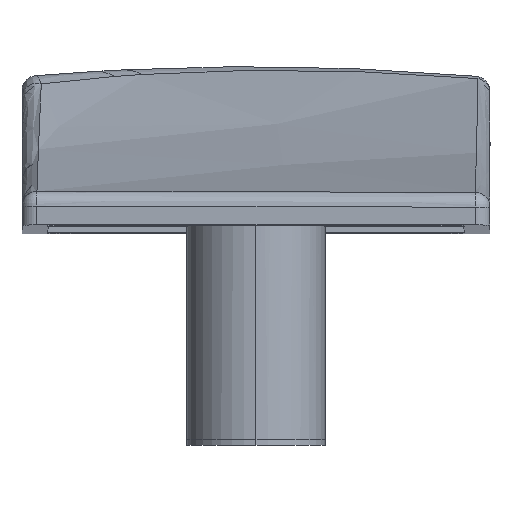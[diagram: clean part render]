
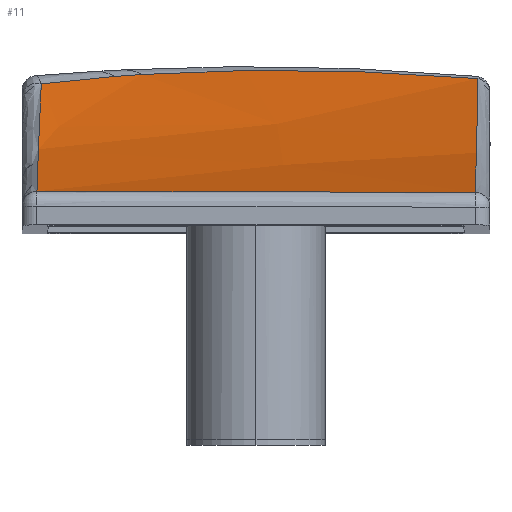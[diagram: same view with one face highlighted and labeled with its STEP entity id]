
A CAD part, top view. The second image highlights one B-rep face of the part: STEP entity #11.
In plain terms, the highlighted free-form (B-spline) face has degree [3, 3] with [4, 6] control points.
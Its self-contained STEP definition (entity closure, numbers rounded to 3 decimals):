
#11 = ADVANCED_FACE ( 'NONE', ( #2406 ), #3075, .F. ) ;
#21 = CARTESIAN_POINT ( 'NONE',  ( -10.145, 5.51, 103.734 ) ) ;
#45 = CARTESIAN_POINT ( 'NONE',  ( -10.191, 4.478, 107.002 ) ) ;
#95 = CARTESIAN_POINT ( 'NONE',  ( -6.66, 7.025, 96.67 ) ) ;
#159 = B_SPLINE_CURVE_WITH_KNOTS ( 'NONE', 3,
 ( #897, #2023, #21, #45, #591, #315, #1467, #578 ),
 .UNSPECIFIED., .F., .F.,
 ( 4, 2, 2, 4 ),
 ( 0., 0.005, 0.01, 0.021 ),
 .UNSPECIFIED. ) ;
#184 = CARTESIAN_POINT ( 'NONE',  ( 4.773, 7.279, 87.419 ) ) ;
#195 = CARTESIAN_POINT ( 'NONE',  ( 0.001, 1.561, 120.369 ) ) ;
#224 = CARTESIAN_POINT ( 'NONE',  ( 11., 2.159, 108.405 ) ) ;
#232 = CARTESIAN_POINT ( 'NONE',  ( -6.162, 1.5, 121. ) ) ;
#315 = CARTESIAN_POINT ( 'NONE',  ( -10.264, 2.723, 113.631 ) ) ;
#420 = VERTEX_POINT ( 'NONE', #3668 ) ;
#485 = CARTESIAN_POINT ( 'NONE',  ( -10.436, 4.32, 106.658 ) ) ;
#498 = CARTESIAN_POINT ( 'NONE',  ( -6.978, 7.344, 95.86 ) ) ;
#525 = CARTESIAN_POINT ( 'NONE',  ( 7.553, 4.257, 97.01 ) ) ;
#537 = CARTESIAN_POINT ( 'NONE',  ( 0.385, 4.566, 99.832 ) ) ;
#542 = CARTESIAN_POINT ( 'NONE',  ( 10.433, 6.949, 84.327 ) ) ;
#577 = B_SPLINE_CURVE_WITH_KNOTS ( 'NONE', 3,
 ( #740, #724, #3031, #195, #3329, #1573, #3601 ),
 .UNSPECIFIED., .F., .F.,
 ( 4, 3, 4 ),
 ( 0., 0.01, 0.021 ),
 .UNSPECIFIED. ) ;
#578 = CARTESIAN_POINT ( 'NONE',  ( -10.298, 1.582, 120.396 ) ) ;
#591 = CARTESIAN_POINT ( 'NONE',  ( -10.212, 4.004, 108.651 ) ) ;
#724 = CARTESIAN_POINT ( 'NONE',  ( -6.865, 1.574, 120.385 ) ) ;
#740 = CARTESIAN_POINT ( 'NONE',  ( -10.298, 1.582, 120.396 ) ) ;
#758 = VERTEX_POINT ( 'NONE', #542 ) ;
#777 = CARTESIAN_POINT ( 'NONE',  ( -6.434, 2.5, 112.427 ) ) ;
#790 = CARTESIAN_POINT ( 'NONE',  ( 7.398, 7.322, 85.328 ) ) ;
#821 = CARTESIAN_POINT ( 'NONE',  ( 1.171, 1.5, 121. ) ) ;
#855 = ORIENTED_EDGE ( 'NONE', *, *, #2460, .T. ) ;
#897 = CARTESIAN_POINT ( 'NONE',  ( -10.093, 6.669, 100.507 ) ) ;
#914 = EDGE_CURVE ( 'NONE', #1441, #758, #2363, .T. ) ;
#955 = CARTESIAN_POINT ( 'NONE',  ( -10.298, 1.582, 120.396 ) ) ;
#1024 = CARTESIAN_POINT ( 'NONE',  ( 8.981, 7.067, 85.029 ) ) ;
#1029 = CARTESIAN_POINT ( 'NONE',  ( 10.433, 6.949, 84.327 ) ) ;
#1071 = CARTESIAN_POINT ( 'NONE',  ( 11., 7., 83.65 ) ) ;
#1086 = CARTESIAN_POINT ( 'NONE',  ( 0.778, 2.505, 110.357 ) ) ;
#1090 = CARTESIAN_POINT ( 'NONE',  ( -4.212, 7.195, 94.257 ) ) ;
#1232 = CARTESIAN_POINT ( 'NONE',  ( -6.66, 7.025, 96.67 ) ) ;
#1309 = CARTESIAN_POINT ( 'NONE',  ( 7.556, 7.156, 85.789 ) ) ;
#1359 = CARTESIAN_POINT ( 'NONE',  ( -0.007, 7.65, 89.59 ) ) ;
#1376 = EDGE_LOOP ( 'NONE', ( #2958, #2172, #855, #3697, #3079, #3357 ) ) ;
#1441 = VERTEX_POINT ( 'NONE', #3086 ) ;
#1445 = CARTESIAN_POINT ( 'NONE',  ( -7.857, 6.928, 97.903 ) ) ;
#1467 = CARTESIAN_POINT ( 'NONE',  ( -10.287, 2.053, 116.998 ) ) ;
#1527 = CARTESIAN_POINT ( 'NONE',  ( -5.372, 7.119, 95.383 ) ) ;
#1558 = B_SPLINE_CURVE_WITH_KNOTS ( 'NONE', 3,
 ( #3047, #2059, #2648, #1232 ),
 .UNSPECIFIED., .F., .F.,
 ( 4, 4 ),
 ( 0., 0.002 ),
 .UNSPECIFIED. ) ;
#1573 = CARTESIAN_POINT ( 'NONE',  ( 6.868, 1.547, 120.352 ) ) ;
#1635 = CARTESIAN_POINT ( 'NONE',  ( 7.863, 1.5, 121. ) ) ;
#1645 = VERTEX_POINT ( 'NONE', #95 ) ;
#1657 = CARTESIAN_POINT ( 'NONE',  ( 7.708, 2.307, 108.955 ) ) ;
#1674 = CARTESIAN_POINT ( 'NONE',  ( -11., 1.5, 121. ) ) ;
#1913 = CARTESIAN_POINT ( 'NONE',  ( -10.398, 2.456, 113.754 ) ) ;
#1999 = CARTESIAN_POINT ( 'NONE',  ( -9., 6.809, 99.186 ) ) ;
#2023 = CARTESIAN_POINT ( 'NONE',  ( -10.12, 6.069, 102.114 ) ) ;
#2059 = CARTESIAN_POINT ( 'NONE',  ( -5.808, 7.09, 95.806 ) ) ;
#2172 = ORIENTED_EDGE ( 'NONE', *, *, #914, .T. ) ;
#2177 = CARTESIAN_POINT ( 'NONE',  ( 0.761, 7.336, 90.144 ) ) ;
#2214 = CARTESIAN_POINT ( 'NONE',  ( -10.474, 7.047, 99.879 ) ) ;
#2363 = B_SPLINE_CURVE_WITH_KNOTS ( 'NONE', 3,
 ( #2521, #2782, #3340, #1029 ),
 .UNSPECIFIED., .F., .F.,
 ( 4, 4 ),
 ( 0., 0.036 ),
 .UNSPECIFIED. ) ;
#2406 = FACE_OUTER_BOUND ( 'NONE', #1376, .T. ) ;
#2460 = EDGE_CURVE ( 'NONE', #758, #2998, #3449, .T. ) ;
#2474 = CARTESIAN_POINT ( 'NONE',  ( -0.523, 7.322, 91.122 ) ) ;
#2503 = CARTESIAN_POINT ( 'NONE',  ( -6.706, 4.461, 103.991 ) ) ;
#2521 = CARTESIAN_POINT ( 'NONE',  ( 10.302, 1.538, 120.341 ) ) ;
#2648 = CARTESIAN_POINT ( 'NONE',  ( -6.237, 7.059, 96.235 ) ) ;
#2777 = CARTESIAN_POINT ( 'NONE',  ( -3.009, 7.252, 93.178 ) ) ;
#2782 = CARTESIAN_POINT ( 'NONE',  ( 10.34, 2.25, 108.204 ) ) ;
#2790 = VERTEX_POINT ( 'NONE', #955 ) ;
#2796 = CARTESIAN_POINT ( 'NONE',  ( -11., 7., 100.5 ) ) ;
#2827 = CARTESIAN_POINT ( 'NONE',  ( 11., 1.5, 121. ) ) ;
#2853 = CARTESIAN_POINT ( 'NONE',  ( -11., 4.297, 107.07 ) ) ;
#2865 = EDGE_CURVE ( 'NONE', #2790, #1441, #577, .T. ) ;
#2892 = CARTESIAN_POINT ( 'NONE',  ( -6.66, 7.025, 96.67 ) ) ;
#2958 = ORIENTED_EDGE ( 'NONE', *, *, #2865, .T. ) ;
#2998 = VERTEX_POINT ( 'NONE', #1527 ) ;
#3031 = CARTESIAN_POINT ( 'NONE',  ( -3.432, 1.568, 120.377 ) ) ;
#3047 = CARTESIAN_POINT ( 'NONE',  ( -5.372, 7.119, 95.383 ) ) ;
#3075 = B_SPLINE_SURFACE_WITH_KNOTS ( 'NONE', 3, 3, ( 
 ( #1674, #3687, #232, #821, #1635, #2827 ),
 ( #3358, #1913, #777, #1086, #1657, #224 ),
 ( #2853, #485, #2503, #537, #525, #3113 ),
 ( #2796, #2214, #498, #1359, #790, #1071 ) ),
 .UNSPECIFIED., .F., .F., .F.,
 ( 4, 4 ),
 ( 4, 1, 1, 4 ),
 ( 0., 1. ),
 ( 0., 0.087, 0.572, 1. ),
 .UNSPECIFIED. ) ;
#3079 = ORIENTED_EDGE ( 'NONE', *, *, #3602, .T. ) ;
#3086 = CARTESIAN_POINT ( 'NONE',  ( 10.302, 1.538, 120.341 ) ) ;
#3097 = CARTESIAN_POINT ( 'NONE',  ( -5.372, 7.119, 95.383 ) ) ;
#3113 = CARTESIAN_POINT ( 'NONE',  ( 11., 4., 95.9 ) ) ;
#3202 = CARTESIAN_POINT ( 'NONE',  ( -10.093, 6.669, 100.507 ) ) ;
#3272 = CARTESIAN_POINT ( 'NONE',  ( 10.433, 6.949, 84.327 ) ) ;
#3294 = EDGE_CURVE ( 'NONE', #2998, #1645, #1558, .T. ) ;
#3329 = CARTESIAN_POINT ( 'NONE',  ( 3.435, 1.554, 120.36 ) ) ;
#3340 = CARTESIAN_POINT ( 'NONE',  ( 10.386, 4.066, 96.138 ) ) ;
#3357 = ORIENTED_EDGE ( 'NONE', *, *, #3621, .T. ) ;
#3358 = CARTESIAN_POINT ( 'NONE',  ( -11., 2.448, 113.96 ) ) ;
#3449 = B_SPLINE_CURVE_WITH_KNOTS ( 'NONE', 3,
 ( #3272, #1024, #1309, #184, #3634, #2177, #2474, #2777, #1090, #3097 ),
 .UNSPECIFIED., .F., .F.,
 ( 4, 2, 2, 2, 4 ),
 ( 0.001, 0.005, 0.01, 0.015, 0.02 ),
 .UNSPECIFIED. ) ;
#3576 = B_SPLINE_CURVE_WITH_KNOTS ( 'NONE', 3,
 ( #2892, #1445, #1999, #3202 ),
 .UNSPECIFIED., .F., .F.,
 ( 4, 4 ),
 ( 0., 0.005 ),
 .UNSPECIFIED. ) ;
#3601 = CARTESIAN_POINT ( 'NONE',  ( 10.302, 1.538, 120.341 ) ) ;
#3602 = EDGE_CURVE ( 'NONE', #1645, #420, #3576, .T. ) ;
#3621 = EDGE_CURVE ( 'NONE', #420, #2790, #159, .T. ) ;
#3634 = CARTESIAN_POINT ( 'NONE',  ( 3.412, 7.314, 88.29 ) ) ;
#3668 = CARTESIAN_POINT ( 'NONE',  ( -10.093, 6.669, 100.507 ) ) ;
#3687 = CARTESIAN_POINT ( 'NONE',  ( -10.359, 1.5, 121. ) ) ;
#3697 = ORIENTED_EDGE ( 'NONE', *, *, #3294, .T. ) ;
